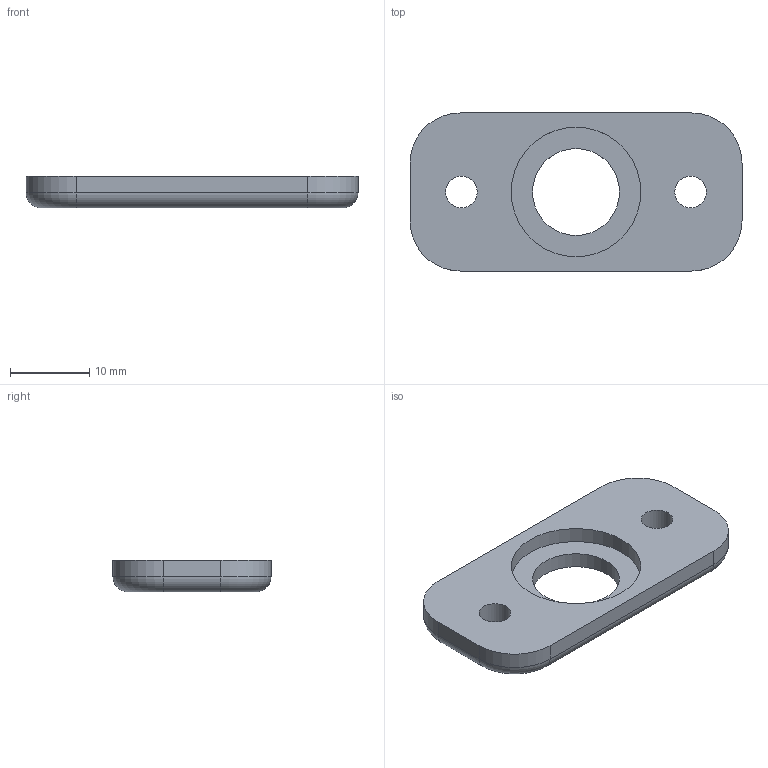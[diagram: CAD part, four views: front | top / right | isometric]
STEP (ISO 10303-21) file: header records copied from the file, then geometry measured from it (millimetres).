
FILE_DESCRIPTION(/* description */ (''),/* implementation_level */ '2;1');
FILE_NAME(/* name */ 'bottom_v2.stp',/* time_stamp */ '2018-08-10T10:31:32-07:00',/* author */ ('Brian'),/* organization */ (''),/* preprocessor_version */ 'ST-DEVELOPER v17',/* originating_system */ 'Autodesk Inventor 2019',/* authorisation */ '');
FILE_SCHEMA (('AUTOMOTIVE_DESIGN { 1 0 10303 214 3 1 1 }'));
Length unit declared in the file: inch
Products named in the file (1): bottom_v2
Bounding box: 42 x 20 x 4 mm (x, y, z)
Volume: 2422.5 mm3; surface area: 2001.4 mm2
Topology: 1 solids, 1 shells, 23 faces, 57 edges, 37 vertices
Faces by surface type: cylinder 12, plane 7, torus 4
Full cylindrical faces by diameter (mm): 4 x2, 11 x1, 16.4 x1
Entity records: 753 total; most frequent: DIRECTION 138, CARTESIAN_POINT 118, ORIENTED_EDGE 114, EDGE_CURVE 57, AXIS2_PLACEMENT_3D 57, VERTEX_POINT 37, CIRCLE 33, EDGE_LOOP 30
